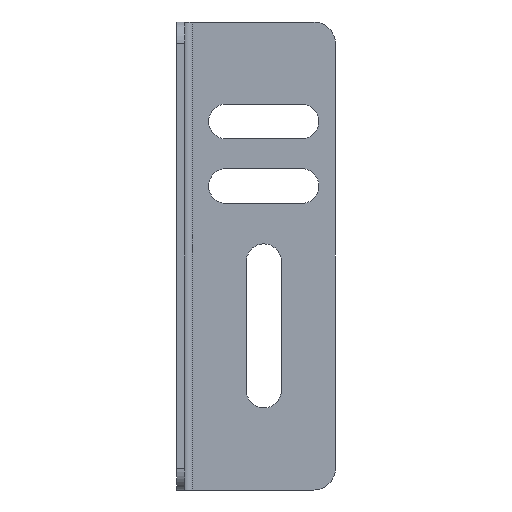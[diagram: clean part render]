
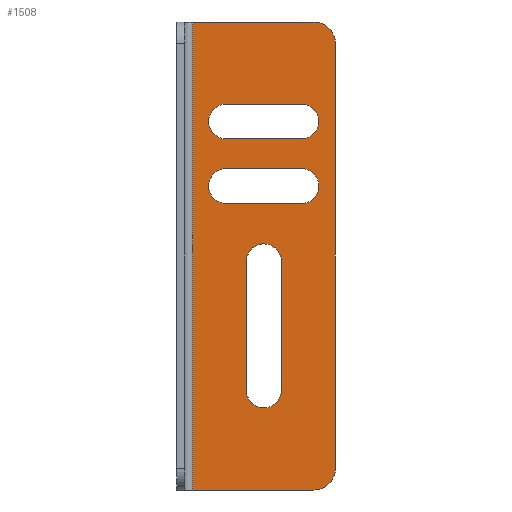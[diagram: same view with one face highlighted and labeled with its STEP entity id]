
A CAD part, front view. The second image highlights one B-rep face of the part: STEP entity #1508.
In plain terms, the highlighted planar face has unit normal (0, -1, 0).
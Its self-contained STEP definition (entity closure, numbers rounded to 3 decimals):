
#408=DIRECTION('',(0.,0.,1.));
#409=VECTOR('',#408,87.);
#410=CARTESIAN_POINT('',(1.5,48.,-43.5));
#411=LINE('',#410,#409);
#426=DIRECTION('',(1.,0.,0.));
#427=VECTOR('',#426,14.);
#428=CARTESIAN_POINT('',(7.7,48.,21.75));
#429=LINE('',#428,#427);
#430=CARTESIAN_POINT('',(21.7,48.,25.));
#431=DIRECTION('',(0.,1.,0.));
#432=DIRECTION('',(0.,0.,1.));
#433=AXIS2_PLACEMENT_3D('',#430,#431,#432);
#435=DIRECTION('',(-1.,0.,0.));
#436=VECTOR('',#435,14.);
#437=CARTESIAN_POINT('',(21.7,48.,28.25));
#438=LINE('',#437,#436);
#439=CARTESIAN_POINT('',(7.7,48.,25.));
#440=DIRECTION('',(0.,1.,0.));
#441=DIRECTION('',(0.,0.,-1.));
#442=AXIS2_PLACEMENT_3D('',#439,#440,#441);
#444=DIRECTION('',(1.,0.,0.));
#445=VECTOR('',#444,14.);
#446=CARTESIAN_POINT('',(7.7,48.,9.75));
#447=LINE('',#446,#445);
#448=CARTESIAN_POINT('',(21.7,48.,13.));
#449=DIRECTION('',(0.,1.,0.));
#450=DIRECTION('',(0.,0.,1.));
#451=AXIS2_PLACEMENT_3D('',#448,#449,#450);
#453=DIRECTION('',(-1.,0.,0.));
#454=VECTOR('',#453,14.);
#455=CARTESIAN_POINT('',(21.7,48.,16.25));
#456=LINE('',#455,#454);
#457=CARTESIAN_POINT('',(7.7,48.,13.));
#458=DIRECTION('',(0.,1.,0.));
#459=DIRECTION('',(0.,0.,-1.));
#460=AXIS2_PLACEMENT_3D('',#457,#458,#459);
#462=DIRECTION('',(0.,0.,1.));
#463=VECTOR('',#462,24.);
#464=CARTESIAN_POINT('',(17.95,48.,-25.));
#465=LINE('',#464,#463);
#466=CARTESIAN_POINT('',(14.7,48.,-1.));
#467=DIRECTION('',(0.,1.,0.));
#468=DIRECTION('',(-1.,0.,0.));
#469=AXIS2_PLACEMENT_3D('',#466,#467,#468);
#471=DIRECTION('',(0.,0.,-1.));
#472=VECTOR('',#471,24.);
#473=CARTESIAN_POINT('',(11.45,48.,-1.));
#474=LINE('',#473,#472);
#475=CARTESIAN_POINT('',(14.7,48.,-25.));
#476=DIRECTION('',(0.,1.,0.));
#477=DIRECTION('',(1.,0.,0.));
#478=AXIS2_PLACEMENT_3D('',#475,#476,#477);
#480=DIRECTION('',(0.,0.,-1.));
#481=VECTOR('',#480,79.);
#482=CARTESIAN_POINT('',(28.,48.,39.5));
#483=LINE('',#482,#481);
#484=DIRECTION('',(-1.,0.,0.));
#485=VECTOR('',#484,22.5);
#486=CARTESIAN_POINT('',(24.,48.,-43.5));
#487=LINE('',#486,#485);
#488=DIRECTION('',(1.,0.,0.));
#489=VECTOR('',#488,22.5);
#490=CARTESIAN_POINT('',(1.5,48.,43.5));
#491=LINE('',#490,#489);
#619=CARTESIAN_POINT('',(24.,48.,39.5));
#620=DIRECTION('',(0.,-1.,0.));
#621=DIRECTION('',(1.,0.,0.));
#622=AXIS2_PLACEMENT_3D('',#619,#620,#621);
#681=CARTESIAN_POINT('',(24.,48.,-39.5));
#682=DIRECTION('',(0.,-1.,0.));
#683=DIRECTION('',(0.,0.,-1.));
#684=AXIS2_PLACEMENT_3D('',#681,#682,#683);
#686=CARTESIAN_POINT('',(1.5,48.,-43.5));
#687=CARTESIAN_POINT('',(1.5,48.,43.5));
#688=VERTEX_POINT('',#686);
#689=VERTEX_POINT('',#687);
#726=CARTESIAN_POINT('',(17.95,48.,-25.));
#727=CARTESIAN_POINT('',(17.95,48.,-1.));
#728=VERTEX_POINT('',#726);
#729=VERTEX_POINT('',#727);
#730=CARTESIAN_POINT('',(11.45,48.,-1.));
#731=VERTEX_POINT('',#730);
#732=CARTESIAN_POINT('',(11.45,48.,-25.));
#733=VERTEX_POINT('',#732);
#734=CARTESIAN_POINT('',(7.7,48.,9.75));
#735=CARTESIAN_POINT('',(21.7,48.,9.75));
#736=VERTEX_POINT('',#734);
#737=VERTEX_POINT('',#735);
#738=CARTESIAN_POINT('',(21.7,48.,16.25));
#739=VERTEX_POINT('',#738);
#740=CARTESIAN_POINT('',(7.7,48.,16.25));
#741=VERTEX_POINT('',#740);
#742=CARTESIAN_POINT('',(7.7,48.,21.75));
#743=CARTESIAN_POINT('',(21.7,48.,21.75));
#744=VERTEX_POINT('',#742);
#745=VERTEX_POINT('',#743);
#746=CARTESIAN_POINT('',(21.7,48.,28.25));
#747=VERTEX_POINT('',#746);
#748=CARTESIAN_POINT('',(7.7,48.,28.25));
#749=VERTEX_POINT('',#748);
#871=CARTESIAN_POINT('',(24.,48.,43.5));
#873=VERTEX_POINT('',#871);
#876=CARTESIAN_POINT('',(28.,48.,39.5));
#877=VERTEX_POINT('',#876);
#879=CARTESIAN_POINT('',(28.,48.,-39.5));
#881=VERTEX_POINT('',#879);
#884=CARTESIAN_POINT('',(24.,48.,-43.5));
#885=VERTEX_POINT('',#884);
#1460=CARTESIAN_POINT('',(0.,48.,-22.829));
#1461=DIRECTION('',(0.,1.,0.));
#1462=DIRECTION('',(0.,0.,1.));
#1463=AXIS2_PLACEMENT_3D('',#1460,#1461,#1462);
#1464=PLANE('',#1463);
#1466=ORIENTED_EDGE('',*,*,#1465,.F.);
#1468=ORIENTED_EDGE('',*,*,#1467,.T.);
#1470=ORIENTED_EDGE('',*,*,#1469,.F.);
#1472=ORIENTED_EDGE('',*,*,#1471,.T.);
#1473=ORIENTED_EDGE('',*,*,#1451,.T.);
#1475=ORIENTED_EDGE('',*,*,#1474,.T.);
#1476=EDGE_LOOP('',(#1466,#1468,#1470,#1472,#1473,#1475));
#1477=FACE_OUTER_BOUND('',#1476,.F.);
#1479=ORIENTED_EDGE('',*,*,#1478,.T.);
#1481=ORIENTED_EDGE('',*,*,#1480,.F.);
#1483=ORIENTED_EDGE('',*,*,#1482,.T.);
#1485=ORIENTED_EDGE('',*,*,#1484,.F.);
#1486=EDGE_LOOP('',(#1479,#1481,#1483,#1485));
#1487=FACE_BOUND('',#1486,.F.);
#1489=ORIENTED_EDGE('',*,*,#1488,.T.);
#1491=ORIENTED_EDGE('',*,*,#1490,.F.);
#1493=ORIENTED_EDGE('',*,*,#1492,.T.);
#1495=ORIENTED_EDGE('',*,*,#1494,.F.);
#1496=EDGE_LOOP('',(#1489,#1491,#1493,#1495));
#1497=FACE_BOUND('',#1496,.F.);
#1499=ORIENTED_EDGE('',*,*,#1498,.T.);
#1501=ORIENTED_EDGE('',*,*,#1500,.F.);
#1503=ORIENTED_EDGE('',*,*,#1502,.T.);
#1505=ORIENTED_EDGE('',*,*,#1504,.F.);
#1506=EDGE_LOOP('',(#1499,#1501,#1503,#1505));
#1507=FACE_BOUND('',#1506,.F.);
#1508=ADVANCED_FACE('',(#1477,#1487,#1497,#1507),#1464,.F.);
#434=CIRCLE('',#433,3.25);
#443=CIRCLE('',#442,3.25);
#452=CIRCLE('',#451,3.25);
#461=CIRCLE('',#460,3.25);
#470=CIRCLE('',#469,3.25);
#479=CIRCLE('',#478,3.25);
#623=CIRCLE('',#622,4.);
#685=CIRCLE('',#684,4.);
#1451=EDGE_CURVE('',#688,#689,#411,.T.);
#1465=EDGE_CURVE('',#877,#873,#623,.T.);
#1467=EDGE_CURVE('',#877,#881,#483,.T.);
#1469=EDGE_CURVE('',#885,#881,#685,.T.);
#1471=EDGE_CURVE('',#885,#688,#487,.T.);
#1474=EDGE_CURVE('',#689,#873,#491,.T.);
#1478=EDGE_CURVE('',#744,#745,#429,.T.);
#1480=EDGE_CURVE('',#747,#745,#434,.T.);
#1482=EDGE_CURVE('',#747,#749,#438,.T.);
#1484=EDGE_CURVE('',#744,#749,#443,.T.);
#1488=EDGE_CURVE('',#736,#737,#447,.T.);
#1490=EDGE_CURVE('',#739,#737,#452,.T.);
#1492=EDGE_CURVE('',#739,#741,#456,.T.);
#1494=EDGE_CURVE('',#736,#741,#461,.T.);
#1498=EDGE_CURVE('',#728,#729,#465,.T.);
#1500=EDGE_CURVE('',#731,#729,#470,.T.);
#1502=EDGE_CURVE('',#731,#733,#474,.T.);
#1504=EDGE_CURVE('',#728,#733,#479,.T.);
